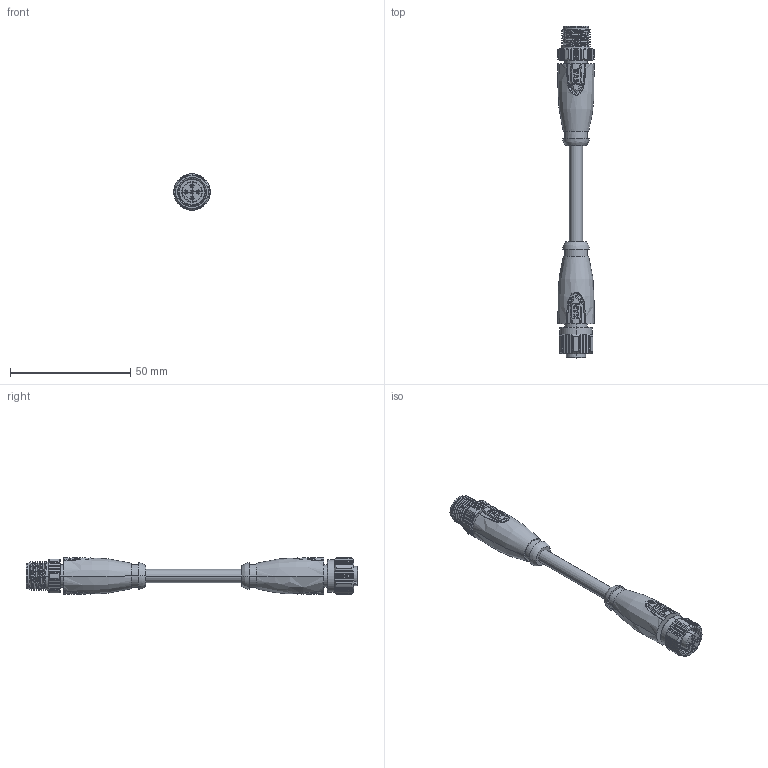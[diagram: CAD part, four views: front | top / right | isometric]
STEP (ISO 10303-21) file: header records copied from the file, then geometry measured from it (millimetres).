
FILE_DESCRIPTION(/* description */ (''),/* implementation_level */ '2;1');
FILE_NAME(/* name */ '3D_.stp',/* time_stamp */ '2024-01-09T13:43:01+08:00',/* author */ (''),/* organization */ (''),/* preprocessor_version */ 'ST-DEVELOPER v18.1',/* originating_system */ 'SIEMENS PLM Software NX 1980',/* authorisation */ '');
FILE_SCHEMA (('AUTOMOTIVE_DESIGN { 1 0 10303 214 3 1 1 1 }'));
Length unit declared in the file: millimetre
Products named in the file (1): 3D_1630044004042_M12-M04A-T_F04A-T-5.0-PUR_V1.1_stp
Bounding box: 15.2 x 137.9 x 15.2 mm (x, y, z)
Volume: 13382.1 mm3; surface area: 7862.6 mm2
Topology: 1 solids, 1 shells, 744 faces, 1995 edges, 1288 vertices
Faces by surface type: plane 390, cylinder 221, cone 64, bspline 32, torus 19, sphere 10, revolution 8
Entity records: 35657 total; most frequent: CARTESIAN_POINT 18632, ORIENTED_EDGE 3952, DIRECTION 2811, EDGE_CURVE 1976, VERTEX_POINT 1287, AXIS2_PLACEMENT_3D 1102, B_SPLINE_CURVE_WITH_KNOTS 980, EDGE_LOOP 819
